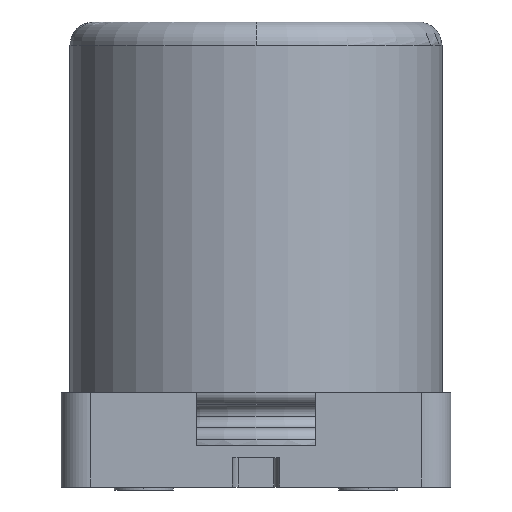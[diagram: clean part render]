
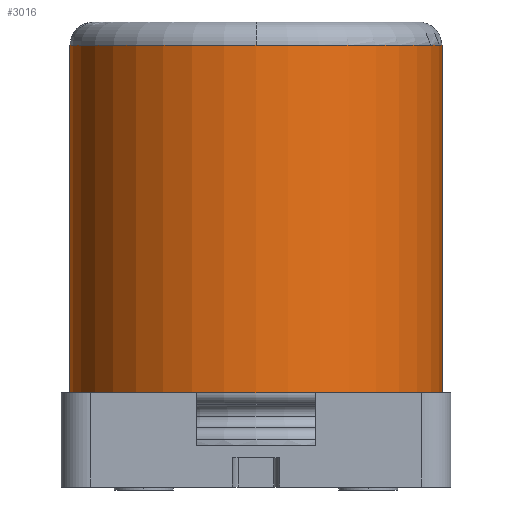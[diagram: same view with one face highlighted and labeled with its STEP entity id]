
A CAD part, left-side view. The second image highlights one B-rep face of the part: STEP entity #3016.
In plain terms, the highlighted cylindrical face has radius 4 mm (diameter 8.001 mm), a partial arc.
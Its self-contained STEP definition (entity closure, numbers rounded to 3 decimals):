
#140 = DIRECTION ( 'NONE',  ( 0., 0., -1. ) ) ;
#181 = CARTESIAN_POINT ( 'NONE',  ( 0.02, -4.001, 3.837 ) ) ;
#188 = LINE ( 'NONE', #181, #2535 ) ;
#369 = CARTESIAN_POINT ( 'NONE',  ( 0.02, -4.001, 1.265 ) ) ;
#389 = EDGE_LOOP ( 'NONE', ( #756, #1563, #1482, #1664, #1428 ) ) ;
#443 = DIRECTION ( 'NONE',  ( 0., 1., 0. ) ) ;
#472 = DIRECTION ( 'NONE',  ( 0., 0., -1. ) ) ;
#475 = FACE_OUTER_BOUND ( 'NONE', #389, .T. ) ;
#488 = CYLINDRICAL_SURFACE ( 'NONE', #2879, 4. ) ;
#506 = CARTESIAN_POINT ( 'NONE',  ( 0.02, 0., 3.837 ) ) ;
#539 = DIRECTION ( 'NONE',  ( 1., 0., 0. ) ) ;
#552 = DIRECTION ( 'NONE',  ( 0., 0., -1. ) ) ;
#569 = CARTESIAN_POINT ( 'NONE',  ( 0.02, 0., 8.733 ) ) ;
#756 = ORIENTED_EDGE ( 'NONE', *, *, #3232, .F. ) ;
#1222 = CARTESIAN_POINT ( 'NONE',  ( -3.981, 0., 8.733 ) ) ;
#1303 = CARTESIAN_POINT ( 'NONE',  ( 0.02, 4., 1.265 ) ) ;
#1327 = CARTESIAN_POINT ( 'NONE',  ( 0.02, 4., 8.733 ) ) ;
#1329 = CARTESIAN_POINT ( 'NONE',  ( 0.02, -4.001, 8.733 ) ) ;
#1376 = VERTEX_POINT ( 'NONE', #369 ) ;
#1428 = ORIENTED_EDGE ( 'NONE', *, *, #3183, .T. ) ;
#1482 = ORIENTED_EDGE ( 'NONE', *, *, #3099, .T. ) ;
#1528 = VERTEX_POINT ( 'NONE', #1327 ) ;
#1550 = VERTEX_POINT ( 'NONE', #1222 ) ;
#1552 = VERTEX_POINT ( 'NONE', #1329 ) ;
#1563 = ORIENTED_EDGE ( 'NONE', *, *, #3209, .T. ) ;
#1657 = VERTEX_POINT ( 'NONE', #1303 ) ;
#1664 = ORIENTED_EDGE ( 'NONE', *, *, #3195, .T. ) ;
#1973 = CARTESIAN_POINT ( 'NONE',  ( 0.02, 0., 8.733 ) ) ;
#1978 = DIRECTION ( 'NONE',  ( 0., 0., -1. ) ) ;
#1979 = DIRECTION ( 'NONE',  ( 1., 0., 0. ) ) ;
#2308 = DIRECTION ( 'NONE',  ( 0., 0., -1. ) ) ;
#2334 = LINE ( 'NONE', #2335, #2420 ) ;
#2335 = CARTESIAN_POINT ( 'NONE',  ( 0.02, 4., 3.837 ) ) ;
#2385 = AXIS2_PLACEMENT_3D ( 'NONE', #569, #552, #539 ) ;
#2387 = CIRCLE ( 'NONE', #2385, 4. ) ;
#2420 = VECTOR ( 'NONE', #2308, 1000. ) ;
#2431 = AXIS2_PLACEMENT_3D ( 'NONE', #3317, #3315, #3321 ) ;
#2456 = CIRCLE ( 'NONE', #2431, 4. ) ;
#2457 = AXIS2_PLACEMENT_3D ( 'NONE', #1973, #1978, #1979 ) ;
#2511 = CIRCLE ( 'NONE', #2457, 4. ) ;
#2535 = VECTOR ( 'NONE', #140, 1000. ) ;
#2879 = AXIS2_PLACEMENT_3D ( 'NONE', #506, #472, #443 ) ;
#3016 = ADVANCED_FACE ( 'NONE', ( #475 ), #488, .T. ) ;
#3099 = EDGE_CURVE ( 'NONE', #1550, #1528, #2511, .T. ) ;
#3183 = EDGE_CURVE ( 'NONE', #1657, #1376, #2456, .T. ) ;
#3195 = EDGE_CURVE ( 'NONE', #1528, #1657, #2334, .T. ) ;
#3209 = EDGE_CURVE ( 'NONE', #1552, #1550, #2387, .T. ) ;
#3232 = EDGE_CURVE ( 'NONE', #1552, #1376, #188, .T. ) ;
#3315 = DIRECTION ( 'NONE',  ( 0., 0., 1. ) ) ;
#3317 = CARTESIAN_POINT ( 'NONE',  ( 0.02, 0., 1.265 ) ) ;
#3321 = DIRECTION ( 'NONE',  ( 0., 1., 0. ) ) ;
